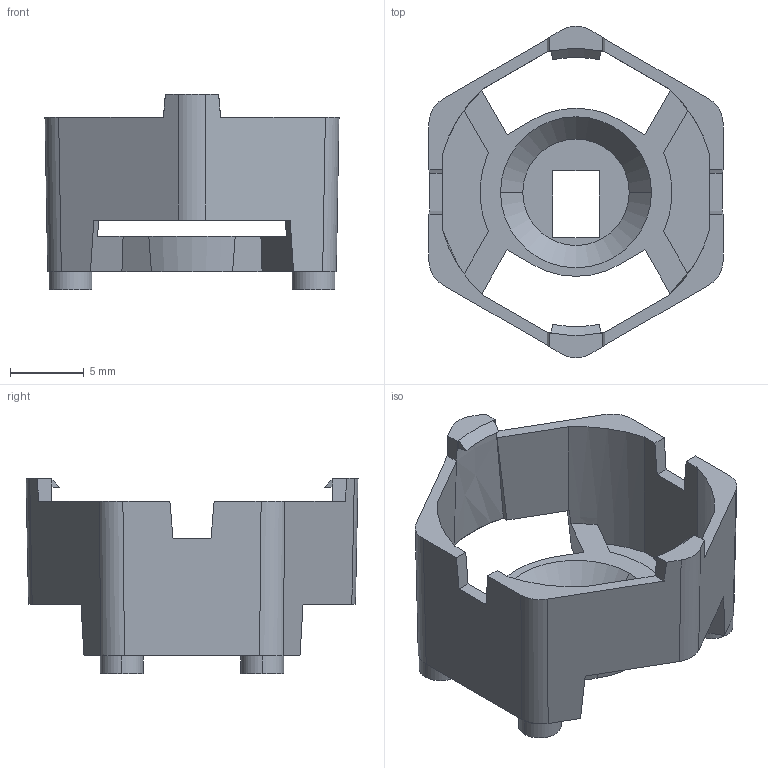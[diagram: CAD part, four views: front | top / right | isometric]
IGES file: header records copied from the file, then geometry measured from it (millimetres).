
Start section:  PTC IGES file: 10431-10433_iss2_040809.igs
Global section: file name: 10431-10433_iss2_040809.igs; native system: Pro/ENGINEER by Parametric Technology Corporation; preprocessor: 2008310; author: beanm; organization: Unknown; date: 20090819.134620; units: millimetre
Bounding box: 19.9 x 22.47 x 13.2 mm (x, y, z)
Surface area: 1756.1 mm2 (no closed solid volume)
Topology: 0 solids, 0 shells, 102 faces, 564 edges, 564 vertices
Faces by surface type: bspline 74, revolution 28
